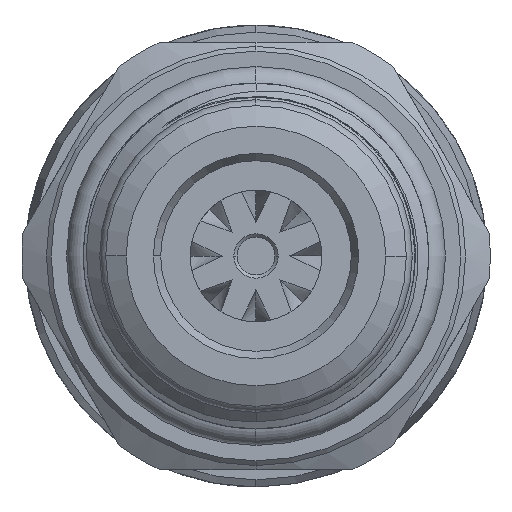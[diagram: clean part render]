
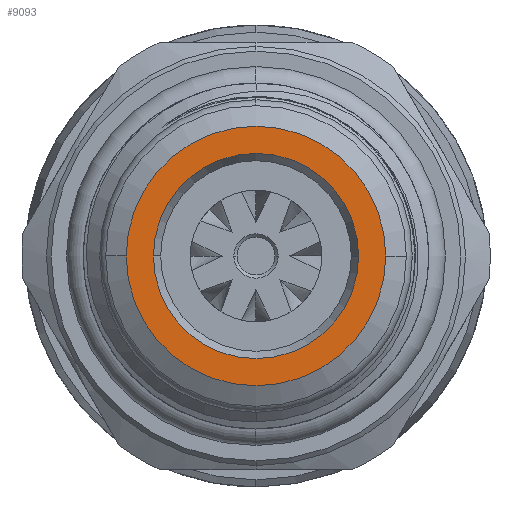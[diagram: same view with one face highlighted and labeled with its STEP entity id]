
A CAD part, left-side view. The second image highlights one B-rep face of the part: STEP entity #9093.
In plain terms, the highlighted planar face has unit normal (-1, 0, 0).
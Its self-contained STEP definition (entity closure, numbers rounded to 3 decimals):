
#1642 = FACE_OUTER_BOUND ( 'NONE', #12665, .T. ) ;
#1646 = FACE_BOUND ( 'NONE', #12552, .T. ) ;
#2140 = AXIS2_PLACEMENT_3D ( 'NONE', #10999, #10998, #10996 ) ;
#2147 = AXIS2_PLACEMENT_3D ( 'NONE', #11059, #11057, #11056 ) ;
#2234 = AXIS2_PLACEMENT_3D ( 'NONE', #11298, #11297, #11296 ) ;
#2236 = AXIS2_PLACEMENT_3D ( 'NONE', #11302, #11301, #11300 ) ;
#3516 = CARTESIAN_POINT ( 'NONE',  ( -41.4, 6.487, 0. ) ) ;
#3880 = CARTESIAN_POINT ( 'NONE',  ( -41.4, -6.487, 0. ) ) ;
#5450 = DIRECTION ( 'NONE',  ( 0., -1., 0. ) ) ;
#5451 = DIRECTION ( 'NONE',  ( 1., 0., 0. ) ) ;
#5455 = PLANE ( 'NONE',  #14360 ) ;
#5461 = CARTESIAN_POINT ( 'NONE',  ( -41.4, 0., -8.201 ) ) ;
#5493 = CARTESIAN_POINT ( 'NONE',  ( -41.4, 8.201, 0. ) ) ;
#5714 = CIRCLE ( 'NONE', #2140, 8.201 ) ;
#5726 = CIRCLE ( 'NONE', #2147, 6.487 ) ;
#5823 = CIRCLE ( 'NONE', #2234, 6.487 ) ;
#5824 = CIRCLE ( 'NONE', #2236, 8.201 ) ;
#7473 = ORIENTED_EDGE ( 'NONE', *, *, #10641, .T. ) ;
#7474 = ORIENTED_EDGE ( 'NONE', *, *, #10562, .T. ) ;
#7645 = ORIENTED_EDGE ( 'NONE', *, *, #10654, .F. ) ;
#7715 = ORIENTED_EDGE ( 'NONE', *, *, #10561, .F. ) ;
#8845 = CARTESIAN_POINT ( 'NONE',  ( -41.4, -8.201, 0. ) ) ;
#9082 = VERTEX_POINT ( 'NONE', #5493 ) ;
#9093 = ADVANCED_FACE ( 'NONE', ( #1642, #1646 ), #5455, .F. ) ;
#9320 = VERTEX_POINT ( 'NONE', #3880 ) ;
#9460 = VERTEX_POINT ( 'NONE', #3516 ) ;
#10561 = EDGE_CURVE ( 'NONE', #9082, #11791, #5824, .T. ) ;
#10562 = EDGE_CURVE ( 'NONE', #9320, #9460, #5823, .T. ) ;
#10641 = EDGE_CURVE ( 'NONE', #9460, #9320, #5726, .T. ) ;
#10654 = EDGE_CURVE ( 'NONE', #11791, #9082, #5714, .T. ) ;
#10996 = DIRECTION ( 'NONE',  ( 0., -1., 0. ) ) ;
#10998 = DIRECTION ( 'NONE',  ( 1., 0., 0. ) ) ;
#10999 = CARTESIAN_POINT ( 'NONE',  ( -41.4, 0., 0. ) ) ;
#11056 = DIRECTION ( 'NONE',  ( 0., -1., 0. ) ) ;
#11057 = DIRECTION ( 'NONE',  ( 1., 0., 0. ) ) ;
#11059 = CARTESIAN_POINT ( 'NONE',  ( -41.4, 0., 0. ) ) ;
#11296 = DIRECTION ( 'NONE',  ( 0., -1., 0. ) ) ;
#11297 = DIRECTION ( 'NONE',  ( 1., 0., 0. ) ) ;
#11298 = CARTESIAN_POINT ( 'NONE',  ( -41.4, 0., 0. ) ) ;
#11300 = DIRECTION ( 'NONE',  ( 0., -1., 0. ) ) ;
#11301 = DIRECTION ( 'NONE',  ( 1., 0., 0. ) ) ;
#11302 = CARTESIAN_POINT ( 'NONE',  ( -41.4, 0., 0. ) ) ;
#11791 = VERTEX_POINT ( 'NONE', #8845 ) ;
#12552 = EDGE_LOOP ( 'NONE', ( #7473, #7474 ) ) ;
#12665 = EDGE_LOOP ( 'NONE', ( #7645, #7715 ) ) ;
#14360 = AXIS2_PLACEMENT_3D ( 'NONE', #5461, #5451, #5450 ) ;
